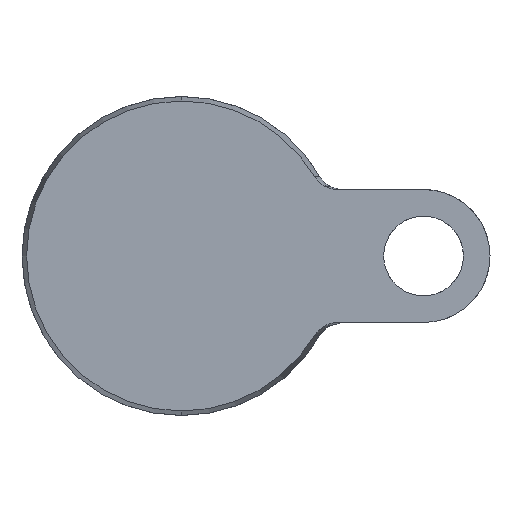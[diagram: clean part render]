
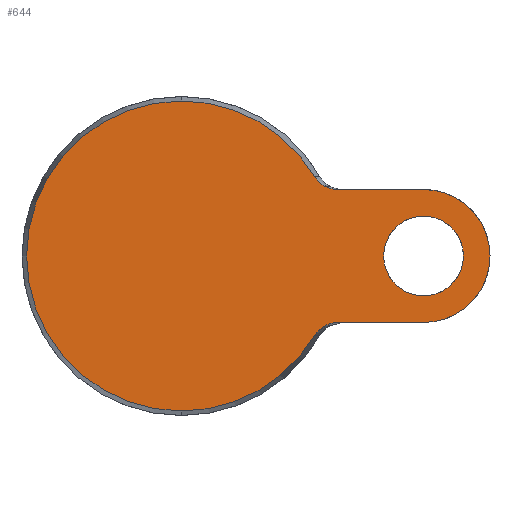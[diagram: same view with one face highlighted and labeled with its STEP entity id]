
A CAD part, front view. The second image highlights one B-rep face of the part: STEP entity #644.
In plain terms, the highlighted planar face has unit normal (0, -1, 0).
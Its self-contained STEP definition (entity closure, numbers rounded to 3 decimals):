
#38 = ORIENTED_EDGE ( 'NONE', *, *, #823, .T. ) ;
#42 = DIRECTION ( 'NONE',  ( 0., 1., 0. ) ) ;
#49 = CARTESIAN_POINT ( 'NONE',  ( 25.237, 0., 14.58 ) ) ;
#54 = DIRECTION ( 'NONE',  ( 0., 1., 0. ) ) ;
#60 = CARTESIAN_POINT ( 'NONE',  ( 27.057, 0., 13.048 ) ) ;
#69 = DIRECTION ( 'NONE',  ( 0., 1., 0. ) ) ;
#88 = CARTESIAN_POINT ( 'NONE',  ( 0., 0., 0. ) ) ;
#89 = ORIENTED_EDGE ( 'NONE', *, *, #732, .T. ) ;
#94 = DIRECTION ( 'NONE',  ( 0., 0., -1. ) ) ;
#100 = AXIS2_PLACEMENT_3D ( 'NONE', #1424, #42, #825 ) ;
#102 = CARTESIAN_POINT ( 'NONE',  ( 0., 0., 0. ) ) ;
#147 = VERTEX_POINT ( 'NONE', #1181 ) ;
#192 = CARTESIAN_POINT ( 'NONE',  ( 27.255, 0., -12.953 ) ) ;
#193 = DIRECTION ( 'NONE',  ( 1., 0., 0. ) ) ;
#194 = FACE_OUTER_BOUND ( 'NONE', #1597, .T. ) ;
#201 = DIRECTION ( 'NONE',  ( 0., 1., 0. ) ) ;
#216 = CARTESIAN_POINT ( 'NONE',  ( 28.933, 0., -12.5 ) ) ;
#217 = B_SPLINE_CURVE_WITH_KNOTS ( 'NONE', 3,
 ( #1489, #888, #504, #896, #777, #640, #1535, #192, #649, #1144, #520, #216, #475 ),
 .UNSPECIFIED., .F., .F.,
 ( 4, 2, 2, 1, 2, 2, 4 ),
 ( 0., 0.001, 0.002, 0.003, 0.003, 0.004, 0.005 ),
 .UNSPECIFIED. ) ;
#237 = EDGE_CURVE ( 'NONE', #147, #1312, #1580, .T. ) ;
#290 = CIRCLE ( 'NONE', #498, 29.143 ) ;
#293 = CARTESIAN_POINT ( 'NONE',  ( 0., 0., 29.143 ) ) ;
#351 = B_SPLINE_CURVE_WITH_KNOTS ( 'NONE', 3,
 ( #804, #436, #1543, #1299, #428, #933, #60, #572, #1204, #565, #1075, #947, #49, #835 ),
 .UNSPECIFIED., .F., .F.,
 ( 4, 2, 2, 2, 2, 2, 4 ),
 ( 0., 0.001, 0.002, 0.003, 0.003, 0.004, 0.005 ),
 .UNSPECIFIED. ) ;
#359 = VERTEX_POINT ( 'NONE', #293 ) ;
#374 = CARTESIAN_POINT ( 'NONE',  ( 0., 0., -29.143 ) ) ;
#419 = CARTESIAN_POINT ( 'NONE',  ( 45.5, 0., 7.5 ) ) ;
#428 = CARTESIAN_POINT ( 'NONE',  ( 27.659, 0., 12.79 ) ) ;
#431 = DIRECTION ( 'NONE',  ( 0., 0., 1. ) ) ;
#436 = CARTESIAN_POINT ( 'NONE',  ( 28.933, 0., 12.5 ) ) ;
#457 = LINE ( 'NONE', #1111, #851 ) ;
#469 = CARTESIAN_POINT ( 'NONE',  ( 0., 0., 0. ) ) ;
#475 = CARTESIAN_POINT ( 'NONE',  ( 29.374, 0., -12.5 ) ) ;
#498 = AXIS2_PLACEMENT_3D ( 'NONE', #88, #581, #1572 ) ;
#504 = CARTESIAN_POINT ( 'NONE',  ( 25.508, 0., -14.24 ) ) ;
#505 = CARTESIAN_POINT ( 'NONE',  ( 25.011, 0., 14.959 ) ) ;
#515 = AXIS2_PLACEMENT_3D ( 'NONE', #1198, #69, #839 ) ;
#520 = CARTESIAN_POINT ( 'NONE',  ( 28.503, 0., -12.556 ) ) ;
#535 = EDGE_CURVE ( 'NONE', #1328, #1558, #217, .T. ) ;
#565 = CARTESIAN_POINT ( 'NONE',  ( 26.144, 0., 13.642 ) ) ;
#572 = CARTESIAN_POINT ( 'NONE',  ( 26.678, 0., 13.261 ) ) ;
#581 = DIRECTION ( 'NONE',  ( 0., -1., 0. ) ) ;
#629 = ORIENTED_EDGE ( 'NONE', *, *, #1508, .T. ) ;
#640 = CARTESIAN_POINT ( 'NONE',  ( 26.497, 0., -13.379 ) ) ;
#644 = ADVANCED_FACE ( 'NONE', ( #194, #963 ), #1415, .F. ) ;
#646 = VERTEX_POINT ( 'NONE', #1064 ) ;
#649 = CARTESIAN_POINT ( 'NONE',  ( 27.662, 0., -12.789 ) ) ;
#658 = AXIS2_PLACEMENT_3D ( 'NONE', #1071, #54, #431 ) ;
#718 = DIRECTION ( 'NONE',  ( 0., 0., 1. ) ) ;
#732 = EDGE_CURVE ( 'NONE', #961, #359, #794, .T. ) ;
#750 = DIRECTION ( 'NONE',  ( 0., -1., 0. ) ) ;
#777 = CARTESIAN_POINT ( 'NONE',  ( 26.146, 0., -13.64 ) ) ;
#794 = CIRCLE ( 'NONE', #1375, 29.143 ) ;
#804 = CARTESIAN_POINT ( 'NONE',  ( 29.374, 0., 12.5 ) ) ;
#823 = EDGE_CURVE ( 'NONE', #1232, #961, #351, .T. ) ;
#825 = DIRECTION ( 'NONE',  ( 0., 0., 1. ) ) ;
#835 = CARTESIAN_POINT ( 'NONE',  ( 25.011, 0., 14.959 ) ) ;
#839 = DIRECTION ( 'NONE',  ( 0., 0., -1. ) ) ;
#851 = VECTOR ( 'NONE', #967, 1000. ) ;
#853 = ORIENTED_EDGE ( 'NONE', *, *, #1011, .T. ) ;
#861 = CARTESIAN_POINT ( 'NONE',  ( 29.374, 0., -12.5 ) ) ;
#862 = ORIENTED_EDGE ( 'NONE', *, *, #535, .T. ) ;
#888 = CARTESIAN_POINT ( 'NONE',  ( 25.237, 0., -14.58 ) ) ;
#896 = CARTESIAN_POINT ( 'NONE',  ( 25.977, 0., -13.784 ) ) ;
#910 = ORIENTED_EDGE ( 'NONE', *, *, #237, .F. ) ;
#933 = CARTESIAN_POINT ( 'NONE',  ( 27.253, 0., 12.954 ) ) ;
#947 = CARTESIAN_POINT ( 'NONE',  ( 25.507, 0., 14.24 ) ) ;
#961 = VERTEX_POINT ( 'NONE', #505 ) ;
#963 = FACE_BOUND ( 'NONE', #1194, .T. ) ;
#967 = DIRECTION ( 'NONE',  ( -1., 0., 0. ) ) ;
#1004 = CIRCLE ( 'NONE', #100, 7.5 ) ;
#1011 = EDGE_CURVE ( 'NONE', #646, #1411, #1004, .T. ) ;
#1014 = ORIENTED_EDGE ( 'NONE', *, *, #1484, .F. ) ;
#1037 = CARTESIAN_POINT ( 'NONE',  ( 45.5, 0., -12.5 ) ) ;
#1064 = CARTESIAN_POINT ( 'NONE',  ( 45.5, 0., -7.5 ) ) ;
#1071 = CARTESIAN_POINT ( 'NONE',  ( -29.143, 0., 0. ) ) ;
#1073 = LINE ( 'NONE', #1320, #1435 ) ;
#1075 = CARTESIAN_POINT ( 'NONE',  ( 25.976, 0., 13.785 ) ) ;
#1081 = AXIS2_PLACEMENT_3D ( 'NONE', #1329, #201, #718 ) ;
#1111 = CARTESIAN_POINT ( 'NONE',  ( 15., 0., -12.5 ) ) ;
#1112 = CIRCLE ( 'NONE', #1081, 7.5 ) ;
#1128 = ORIENTED_EDGE ( 'NONE', *, *, #1613, .T. ) ;
#1144 = CARTESIAN_POINT ( 'NONE',  ( 27.871, 0., -12.72 ) ) ;
#1181 = CARTESIAN_POINT ( 'NONE',  ( 45.5, 0., 12.5 ) ) ;
#1182 = EDGE_CURVE ( 'NONE', #1249, #1328, #1403, .T. ) ;
#1194 = EDGE_LOOP ( 'NONE', ( #853, #1128 ) ) ;
#1198 = CARTESIAN_POINT ( 'NONE',  ( 45.5, 0., 0. ) ) ;
#1204 = CARTESIAN_POINT ( 'NONE',  ( 26.495, 0., 13.38 ) ) ;
#1225 = DIRECTION ( 'NONE',  ( 0., -1., 0. ) ) ;
#1232 = VERTEX_POINT ( 'NONE', #1380 ) ;
#1249 = VERTEX_POINT ( 'NONE', #374 ) ;
#1260 = AXIS2_PLACEMENT_3D ( 'NONE', #102, #750, #1334 ) ;
#1280 = CARTESIAN_POINT ( 'NONE',  ( 25.011, 0., -14.959 ) ) ;
#1299 = CARTESIAN_POINT ( 'NONE',  ( 27.869, 0., 12.721 ) ) ;
#1312 = VERTEX_POINT ( 'NONE', #1037 ) ;
#1320 = CARTESIAN_POINT ( 'NONE',  ( 15., 0., 12.5 ) ) ;
#1328 = VERTEX_POINT ( 'NONE', #1280 ) ;
#1329 = CARTESIAN_POINT ( 'NONE',  ( 45.5, 0., 0. ) ) ;
#1334 = DIRECTION ( 'NONE',  ( 0., 0., -1. ) ) ;
#1375 = AXIS2_PLACEMENT_3D ( 'NONE', #469, #1225, #94 ) ;
#1380 = CARTESIAN_POINT ( 'NONE',  ( 29.374, 0., 12.5 ) ) ;
#1403 = CIRCLE ( 'NONE', #1260, 29.143 ) ;
#1411 = VERTEX_POINT ( 'NONE', #419 ) ;
#1415 = PLANE ( 'NONE',  #658 ) ;
#1424 = CARTESIAN_POINT ( 'NONE',  ( 45.5, 0., 0. ) ) ;
#1435 = VECTOR ( 'NONE', #193, 1000. ) ;
#1484 = EDGE_CURVE ( 'NONE', #1232, #147, #1073, .T. ) ;
#1489 = CARTESIAN_POINT ( 'NONE',  ( 25.011, 0., -14.959 ) ) ;
#1508 = EDGE_CURVE ( 'NONE', #359, #1249, #290, .T. ) ;
#1535 = CARTESIAN_POINT ( 'NONE',  ( 26.862, 0., -13.142 ) ) ;
#1543 = CARTESIAN_POINT ( 'NONE',  ( 28.502, 0., 12.556 ) ) ;
#1549 = EDGE_CURVE ( 'NONE', #1312, #1558, #457, .T. ) ;
#1558 = VERTEX_POINT ( 'NONE', #861 ) ;
#1569 = ORIENTED_EDGE ( 'NONE', *, *, #1549, .F. ) ;
#1572 = DIRECTION ( 'NONE',  ( 0., 0., -1. ) ) ;
#1580 = CIRCLE ( 'NONE', #515, 12.5 ) ;
#1597 = EDGE_LOOP ( 'NONE', ( #1014, #38, #89, #629, #1603, #862, #1569, #910 ) ) ;
#1603 = ORIENTED_EDGE ( 'NONE', *, *, #1182, .T. ) ;
#1613 = EDGE_CURVE ( 'NONE', #1411, #646, #1112, .T. ) ;
